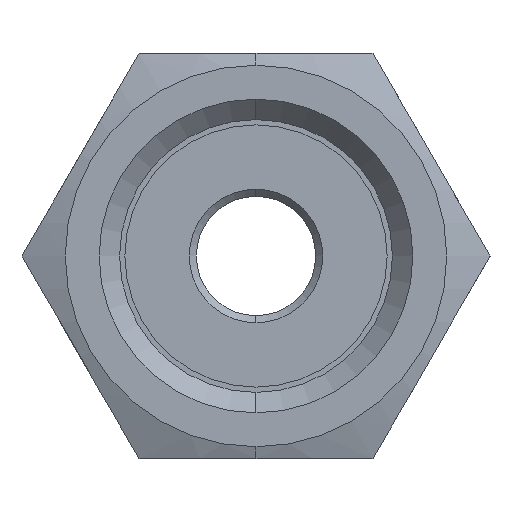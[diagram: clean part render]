
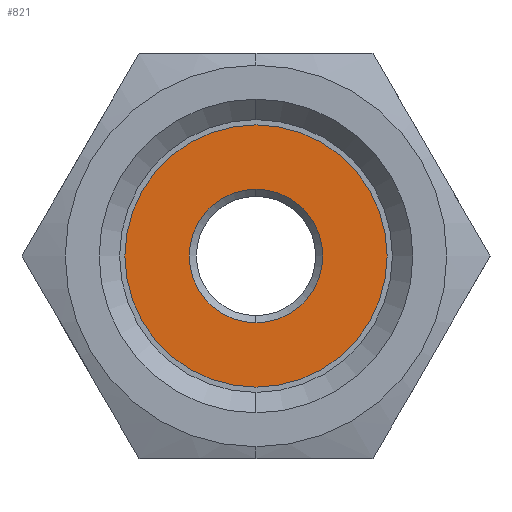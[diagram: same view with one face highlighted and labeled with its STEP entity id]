
A CAD part, left-side view. The second image highlights one B-rep face of the part: STEP entity #821.
In plain terms, the highlighted planar face has unit normal (-1, 0, 0).
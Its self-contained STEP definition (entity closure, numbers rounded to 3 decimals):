
#248 = EDGE_LOOP ( 'NONE', ( #5419, #9742 ) ) ;
#304 = DIRECTION ( 'NONE',  ( 0., 0., -1. ) ) ;
#313 = VERTEX_POINT ( 'NONE', #16227 ) ;
#564 = EDGE_CURVE ( 'NONE', #6964, #3462, #4002, .T. ) ;
#821 = ADVANCED_FACE ( 'NONE', ( #9591, #8994 ), #15313, .T. ) ;
#1150 = DIRECTION ( 'NONE',  ( 1., 0., 0. ) ) ;
#1418 = EDGE_CURVE ( 'NONE', #7371, #313, #13669, .T. ) ;
#1603 = CIRCLE ( 'NONE', #6593, 2.8 ) ;
#2937 = DIRECTION ( 'NONE',  ( 1., 0., 0. ) ) ;
#3462 = VERTEX_POINT ( 'NONE', #12510 ) ;
#4002 = CIRCLE ( 'NONE', #16240, 5.5 ) ;
#4902 = DIRECTION ( 'NONE',  ( 0., 0., 1. ) ) ;
#5147 = EDGE_CURVE ( 'NONE', #3462, #6964, #12347, .T. ) ;
#5419 = ORIENTED_EDGE ( 'NONE', *, *, #5147, .F. ) ;
#6237 = ORIENTED_EDGE ( 'NONE', *, *, #1418, .T. ) ;
#6593 = AXIS2_PLACEMENT_3D ( 'NONE', #14231, #15580, #12961 ) ;
#6964 = VERTEX_POINT ( 'NONE', #10853 ) ;
#7025 = AXIS2_PLACEMENT_3D ( 'NONE', #10152, #7829, #7776 ) ;
#7249 = AXIS2_PLACEMENT_3D ( 'NONE', #13547, #1150, #4902 ) ;
#7371 = VERTEX_POINT ( 'NONE', #7422 ) ;
#7422 = CARTESIAN_POINT ( 'NONE',  ( -31., 0., -2.8 ) ) ;
#7776 = DIRECTION ( 'NONE',  ( 0., 0., 1. ) ) ;
#7829 = DIRECTION ( 'NONE',  ( -1., 0., 0. ) ) ;
#8350 = DIRECTION ( 'NONE',  ( 1., 0., 0. ) ) ;
#8994 = FACE_OUTER_BOUND ( 'NONE', #248, .T. ) ;
#9591 = FACE_BOUND ( 'NONE', #9893, .T. ) ;
#9742 = ORIENTED_EDGE ( 'NONE', *, *, #564, .F. ) ;
#9893 = EDGE_LOOP ( 'NONE', ( #14769, #6237 ) ) ;
#10152 = CARTESIAN_POINT ( 'NONE',  ( -31., 5.5, 0. ) ) ;
#10853 = CARTESIAN_POINT ( 'NONE',  ( -31., 0., 5.5 ) ) ;
#12074 = DIRECTION ( 'NONE',  ( 0., 0., -1. ) ) ;
#12347 = CIRCLE ( 'NONE', #13139, 5.5 ) ;
#12510 = CARTESIAN_POINT ( 'NONE',  ( -31., 0., -5.5 ) ) ;
#12894 = CARTESIAN_POINT ( 'NONE',  ( -31., 0., 0. ) ) ;
#12961 = DIRECTION ( 'NONE',  ( 0., 0., 1. ) ) ;
#13139 = AXIS2_PLACEMENT_3D ( 'NONE', #12894, #2937, #304 ) ;
#13194 = CARTESIAN_POINT ( 'NONE',  ( -31., 0., 0. ) ) ;
#13547 = CARTESIAN_POINT ( 'NONE',  ( -31., 0., 0. ) ) ;
#13669 = CIRCLE ( 'NONE', #7249, 2.8 ) ;
#14231 = CARTESIAN_POINT ( 'NONE',  ( -31., 0., 0. ) ) ;
#14330 = EDGE_CURVE ( 'NONE', #313, #7371, #1603, .T. ) ;
#14769 = ORIENTED_EDGE ( 'NONE', *, *, #14330, .T. ) ;
#15313 = PLANE ( 'NONE',  #7025 ) ;
#15580 = DIRECTION ( 'NONE',  ( 1., 0., 0. ) ) ;
#16227 = CARTESIAN_POINT ( 'NONE',  ( -31., 0., 2.8 ) ) ;
#16240 = AXIS2_PLACEMENT_3D ( 'NONE', #13194, #8350, #12074 ) ;
